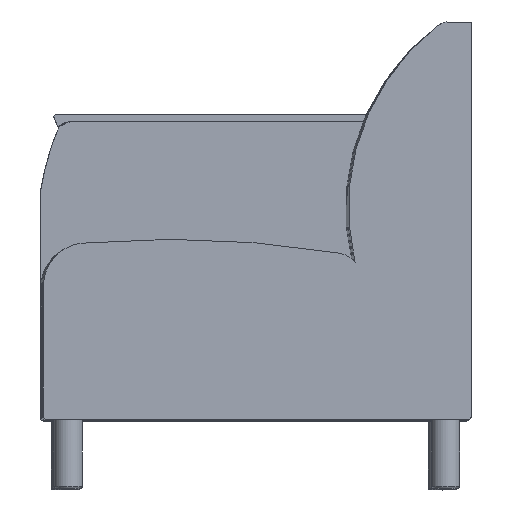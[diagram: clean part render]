
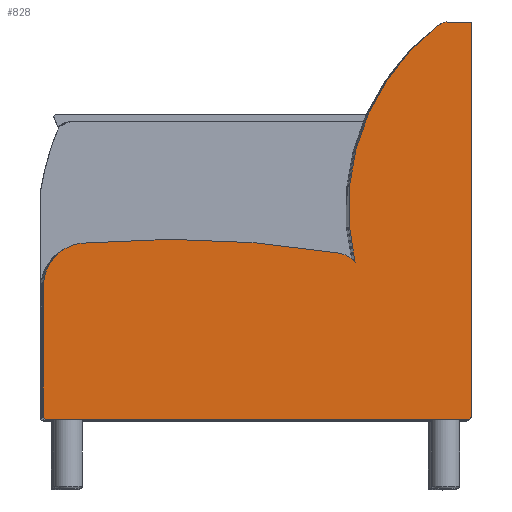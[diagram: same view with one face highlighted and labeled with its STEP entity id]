
A CAD part, top view. The second image highlights one B-rep face of the part: STEP entity #828.
In plain terms, the highlighted planar face has unit normal (0.003, 0, 1).
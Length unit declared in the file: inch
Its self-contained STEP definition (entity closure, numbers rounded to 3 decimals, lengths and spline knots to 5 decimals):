
#91=PLANE('',#885);
#114=FACE_OUTER_BOUND('',#164,.T.);
#164=EDGE_LOOP('',(#583,#584,#585,#586,#587,#588,#589,#590,#591,#592,#593,
#594));
#221=LINE('',#1280,#282);
#224=LINE('',#1288,#285);
#225=LINE('',#1296,#286);
#226=LINE('',#1300,#287);
#227=LINE('',#1303,#288);
#282=VECTOR('',#1001,1.75314);
#285=VECTOR('',#1008,0.00408);
#286=VECTOR('',#1015,9.13636);
#287=VECTOR('',#1018,29.5);
#288=VECTOR('',#1021,27.62506);
#342=CIRCLE('',#883,0.75);
#343=CIRCLE('',#886,16.06165);
#344=CIRCLE('',#887,1.78799);
#345=CIRCLE('',#888,70.80358);
#346=CIRCLE('',#889,3.);
#347=CIRCLE('',#890,0.25);
#348=CIRCLE('',#891,0.25);
#386=VERTEX_POINT('',#1273);
#387=VERTEX_POINT('',#1275);
#388=VERTEX_POINT('',#1279);
#390=VERTEX_POINT('',#1285);
#391=VERTEX_POINT('',#1287);
#392=VERTEX_POINT('',#1289);
#393=VERTEX_POINT('',#1291);
#394=VERTEX_POINT('',#1293);
#395=VERTEX_POINT('',#1295);
#396=VERTEX_POINT('',#1297);
#397=VERTEX_POINT('',#1299);
#398=VERTEX_POINT('',#1301);
#463=EDGE_CURVE('',#386,#387,#342,.T.);
#465=EDGE_CURVE('',#388,#387,#221,.T.);
#468=EDGE_CURVE('',#386,#390,#343,.T.);
#469=EDGE_CURVE('',#390,#391,#224,.T.);
#470=EDGE_CURVE('',#391,#392,#344,.T.);
#471=EDGE_CURVE('',#392,#393,#345,.T.);
#472=EDGE_CURVE('',#393,#394,#346,.T.);
#473=EDGE_CURVE('',#394,#395,#225,.T.);
#474=EDGE_CURVE('',#396,#395,#347,.T.);
#475=EDGE_CURVE('',#396,#397,#226,.T.);
#476=EDGE_CURVE('',#398,#397,#348,.T.);
#477=EDGE_CURVE('',#398,#388,#227,.T.);
#583=ORIENTED_EDGE('',*,*,#463,.F.);
#584=ORIENTED_EDGE('',*,*,#468,.T.);
#585=ORIENTED_EDGE('',*,*,#469,.T.);
#586=ORIENTED_EDGE('',*,*,#470,.T.);
#587=ORIENTED_EDGE('',*,*,#471,.T.);
#588=ORIENTED_EDGE('',*,*,#472,.T.);
#589=ORIENTED_EDGE('',*,*,#473,.T.);
#590=ORIENTED_EDGE('',*,*,#474,.F.);
#591=ORIENTED_EDGE('',*,*,#475,.T.);
#592=ORIENTED_EDGE('',*,*,#476,.F.);
#593=ORIENTED_EDGE('',*,*,#477,.T.);
#594=ORIENTED_EDGE('',*,*,#465,.T.);
#828=ADVANCED_FACE('',(#114),#91,.T.);
#883=AXIS2_PLACEMENT_3D('',#1276,#996,#997);
#885=AXIS2_PLACEMENT_3D('',#1284,#1004,#1005);
#886=AXIS2_PLACEMENT_3D('',#1286,#1006,#1007);
#887=AXIS2_PLACEMENT_3D('',#1290,#1009,#1010);
#888=AXIS2_PLACEMENT_3D('',#1292,#1011,#1012);
#889=AXIS2_PLACEMENT_3D('',#1294,#1013,#1014);
#890=AXIS2_PLACEMENT_3D('',#1298,#1016,#1017);
#891=AXIS2_PLACEMENT_3D('',#1302,#1019,#1020);
#996=DIRECTION('center_axis',(0.,0.,-1.));
#997=DIRECTION('ref_axis',(-0.316,0.949,0.));
#1001=DIRECTION('',(-1.,0.,0.));
#1004=DIRECTION('center_axis',(0.,0.,1.));
#1005=DIRECTION('ref_axis',(1.,0.,0.));
#1006=DIRECTION('center_axis',(0.,0.,1.));
#1007=DIRECTION('ref_axis',(-0.588,0.809,0.));
#1008=DIRECTION('',(-0.802,-0.598,0.));
#1009=DIRECTION('center_axis',(0.,0.,1.));
#1010=DIRECTION('ref_axis',(0.774,0.633,0.));
#1011=DIRECTION('center_axis',(0.,0.,1.));
#1012=DIRECTION('ref_axis',(0.164,0.986,0.));
#1013=DIRECTION('center_axis',(0.,0.,1.));
#1014=DIRECTION('ref_axis',(0.001,1.,0.));
#1015=DIRECTION('',(0.,-1.,0.));
#1016=DIRECTION('center_axis',(0.,0.,-1.));
#1017=DIRECTION('ref_axis',(-0.707,-0.707,0.));
#1018=DIRECTION('',(1.,0.,0.));
#1019=DIRECTION('center_axis',(0.,0.,-1.));
#1020=DIRECTION('ref_axis',(0.707,-0.707,0.));
#1021=DIRECTION('',(0.,1.,0.));
#1273=CARTESIAN_POINT('',(27.79661,27.72488,0.));
#1275=CARTESIAN_POINT('',(28.24686,27.87506,0.));
#1276=CARTESIAN_POINT('Origin',(28.24686,27.12506,0.));
#1279=CARTESIAN_POINT('',(30.,27.87506,0.));
#1280=CARTESIAN_POINT('',(30.,27.87506,0.));
#1284=CARTESIAN_POINT('Origin',(18.33397,9.77726,0.));
#1285=CARTESIAN_POINT('',(21.84366,11.03678,0.));
#1286=CARTESIAN_POINT('Origin',(37.43886,14.8795,0.));
#1287=CARTESIAN_POINT('',(21.84039,11.03434,0.));
#1288=CARTESIAN_POINT('',(21.84366,11.03678,0.));
#1289=CARTESIAN_POINT('',(20.59725,11.6849,0.));
#1290=CARTESIAN_POINT('Origin',(20.45628,9.90247,0.));
#1291=CARTESIAN_POINT('',(3.00229,12.38636,0.));
#1292=CARTESIAN_POINT('Origin',(9.00115,-58.16263,0.));
#1293=CARTESIAN_POINT('',(0.,9.38636,0.));
#1294=CARTESIAN_POINT('Origin',(3.,9.38636,0.));
#1295=CARTESIAN_POINT('',(0.,0.25,0.));
#1296=CARTESIAN_POINT('',(0.,9.38636,0.));
#1297=CARTESIAN_POINT('',(0.25,0.,0.));
#1298=CARTESIAN_POINT('Origin',(0.25,0.25,0.));
#1299=CARTESIAN_POINT('',(29.75,0.,0.));
#1300=CARTESIAN_POINT('',(0.,0.,0.));
#1301=CARTESIAN_POINT('',(30.,0.25,0.));
#1302=CARTESIAN_POINT('Origin',(29.75,0.25,0.));
#1303=CARTESIAN_POINT('',(30.,0.,0.));
